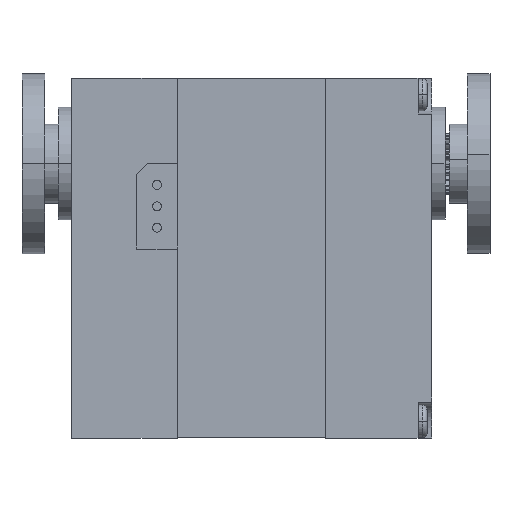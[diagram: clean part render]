
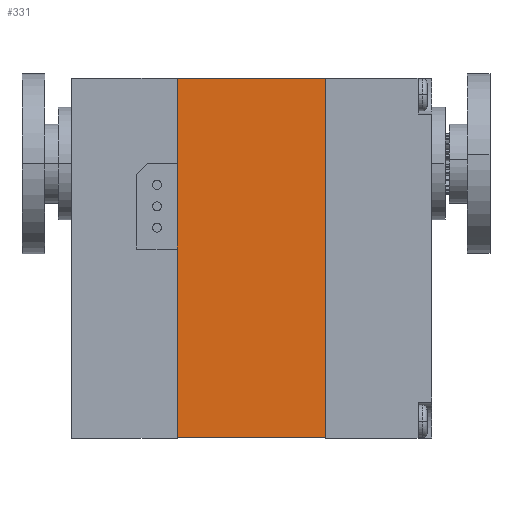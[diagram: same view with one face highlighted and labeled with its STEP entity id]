
A CAD part, top view. The second image highlights one B-rep face of the part: STEP entity #331.
In plain terms, the highlighted planar face has unit normal (0, 0, 1).
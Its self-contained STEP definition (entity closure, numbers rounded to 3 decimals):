
#97 = LINE ( 'NONE', #5002, #10617 ) ;
#321 = LINE ( 'NONE', #7733, #5967 ) ;
#331 = ADVANCED_FACE ( 'NONE', ( #4765 ), #11566, .F. ) ;
#991 = CARTESIAN_POINT ( 'NONE',  ( -8.25, -19.9, 19.9 ) ) ;
#1078 = DIRECTION ( 'NONE',  ( 0., 0., -1. ) ) ;
#1190 = EDGE_CURVE ( 'NONE', #3034, #6932, #97, .T. ) ;
#2387 = CARTESIAN_POINT ( 'NONE',  ( 0., 0., 19.9 ) ) ;
#2553 = CARTESIAN_POINT ( 'NONE',  ( -8.25, 10.5, 19.9 ) ) ;
#3034 = VERTEX_POINT ( 'NONE', #8887 ) ;
#3312 = VERTEX_POINT ( 'NONE', #10491 ) ;
#3558 = EDGE_CURVE ( 'NONE', #4993, #3312, #13602, .T. ) ;
#3783 = DIRECTION ( 'NONE',  ( 0., -1., 0. ) ) ;
#4345 = EDGE_CURVE ( 'NONE', #4993, #14066, #11339, .T. ) ;
#4476 = LINE ( 'NONE', #7837, #13888 ) ;
#4765 = FACE_OUTER_BOUND ( 'NONE', #6786, .T. ) ;
#4993 = VERTEX_POINT ( 'NONE', #12070 ) ;
#5002 = CARTESIAN_POINT ( 'NONE',  ( -8.25, -20., 19.9 ) ) ;
#5293 = CARTESIAN_POINT ( 'NONE',  ( 0., 19.9, 19.9 ) ) ;
#5674 = DIRECTION ( 'NONE',  ( -1., 0., 0. ) ) ;
#5788 = ORIENTED_EDGE ( 'NONE', *, *, #11770, .T. ) ;
#5852 = CARTESIAN_POINT ( 'NONE',  ( -8.25, -19.9, 19.9 ) ) ;
#5967 = VECTOR ( 'NONE', #3783, 1000. ) ;
#6786 = EDGE_LOOP ( 'NONE', ( #10570, #11559, #14413, #14828, #5788, #11895 ) ) ;
#6913 = CARTESIAN_POINT ( 'NONE',  ( -8.25, 1., 19.9 ) ) ;
#6932 = VERTEX_POINT ( 'NONE', #2553 ) ;
#7031 = EDGE_CURVE ( 'NONE', #7836, #14066, #321, .T. ) ;
#7056 = DIRECTION ( 'NONE',  ( -1., 0., 0. ) ) ;
#7733 = CARTESIAN_POINT ( 'NONE',  ( -8.25, -20., 19.9 ) ) ;
#7836 = VERTEX_POINT ( 'NONE', #6913 ) ;
#7837 = CARTESIAN_POINT ( 'NONE',  ( -8.25, -20., 19.9 ) ) ;
#8458 = DIRECTION ( 'NONE',  ( 0., -1., 0. ) ) ;
#8882 = DIRECTION ( 'NONE',  ( -1., 0., 0. ) ) ;
#8887 = CARTESIAN_POINT ( 'NONE',  ( -8.25, 19.9, 19.9 ) ) ;
#9575 = VECTOR ( 'NONE', #5674, 1000. ) ;
#10491 = CARTESIAN_POINT ( 'NONE',  ( 8.25, 19.9, 19.9 ) ) ;
#10570 = ORIENTED_EDGE ( 'NONE', *, *, #4345, .F. ) ;
#10617 = VECTOR ( 'NONE', #8458, 1000. ) ;
#10697 = VECTOR ( 'NONE', #8882, 1000. ) ;
#11325 = LINE ( 'NONE', #5293, #10697 ) ;
#11339 = LINE ( 'NONE', #991, #9575 ) ;
#11387 = CARTESIAN_POINT ( 'NONE',  ( 8.25, -20., 19.9 ) ) ;
#11457 = DIRECTION ( 'NONE',  ( 0., 1., 0. ) ) ;
#11530 = VECTOR ( 'NONE', #11457, 1000. ) ;
#11559 = ORIENTED_EDGE ( 'NONE', *, *, #3558, .T. ) ;
#11566 = PLANE ( 'NONE',  #13755 ) ;
#11770 = EDGE_CURVE ( 'NONE', #6932, #7836, #4476, .T. ) ;
#11895 = ORIENTED_EDGE ( 'NONE', *, *, #7031, .T. ) ;
#12070 = CARTESIAN_POINT ( 'NONE',  ( 8.25, -19.9, 19.9 ) ) ;
#12503 = DIRECTION ( 'NONE',  ( 0., -1., 0. ) ) ;
#13107 = EDGE_CURVE ( 'NONE', #3312, #3034, #11325, .T. ) ;
#13602 = LINE ( 'NONE', #11387, #11530 ) ;
#13755 = AXIS2_PLACEMENT_3D ( 'NONE', #2387, #1078, #7056 ) ;
#13888 = VECTOR ( 'NONE', #12503, 1000. ) ;
#14066 = VERTEX_POINT ( 'NONE', #5852 ) ;
#14413 = ORIENTED_EDGE ( 'NONE', *, *, #13107, .T. ) ;
#14828 = ORIENTED_EDGE ( 'NONE', *, *, #1190, .T. ) ;
